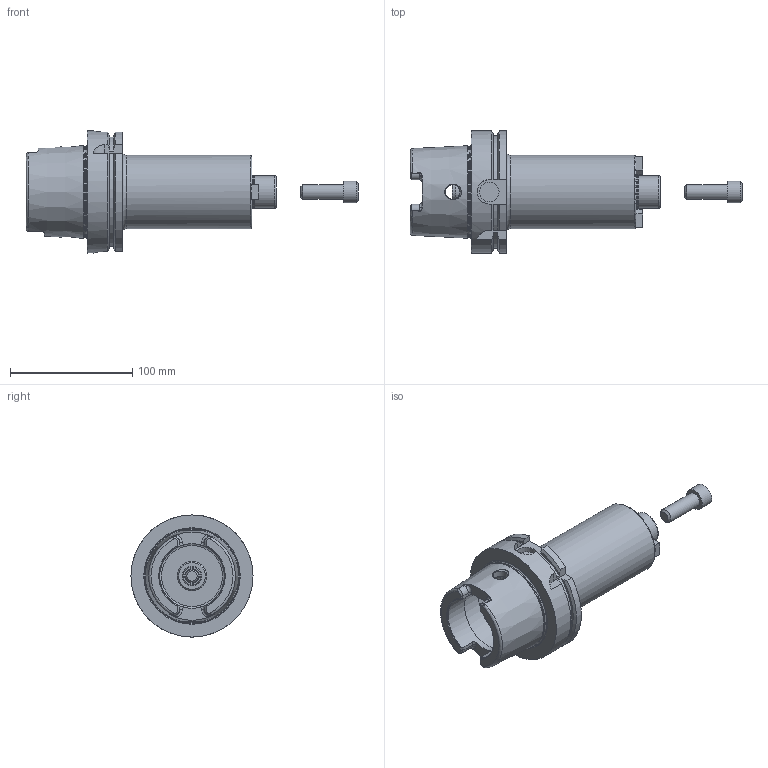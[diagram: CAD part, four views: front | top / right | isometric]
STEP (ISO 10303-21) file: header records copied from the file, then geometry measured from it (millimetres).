
FILE_DESCRIPTION((''),'2;1');
FILE_NAME('535017627135-3D.stp','2020-05-05T13:15:14',('nttooll'),(''),'Autodesk Inventor 2012','Autodesk Inventor 2012','');
FILE_SCHEMA(('AUTOMOTIVE_DESIGN { 1 0 10303 214 1 1 1 1 }'));
Length unit declared in the file: millimetre
Products named in the file (1): 535017627135-3D
Bounding box: 272 x 100 x 100 mm (x, y, z)
Volume: 565132.6 mm3; surface area: 82457.3 mm2
Topology: 2 solids, 2 shells, 175 faces, 440 edges, 279 vertices
Faces by surface type: plane 70, cylinder 49, cone 38, torus 18
Full cylindrical faces by diameter (mm): 3.5 x3, 5.3 x3, 10.5 x1, 11.547 x1, 12 x5, 12.5 x1, 15.3 x1, 16 x2, 18 x1, 24 x1, 26.6 x1, 27 x1, 53 x1, 53.8 x1, 60 x1, 63 x1, 75.3 x1, 100 x1
Entity records: 5432 total; most frequent: CARTESIAN_POINT 1571, DIRECTION 795, ORIENTED_EDGE 738, EDGE_CURVE 369, AXIS2_PLACEMENT_3D 329, VERTEX_POINT 260, EDGE_LOOP 249, FACE_OUTER_BOUND 175
